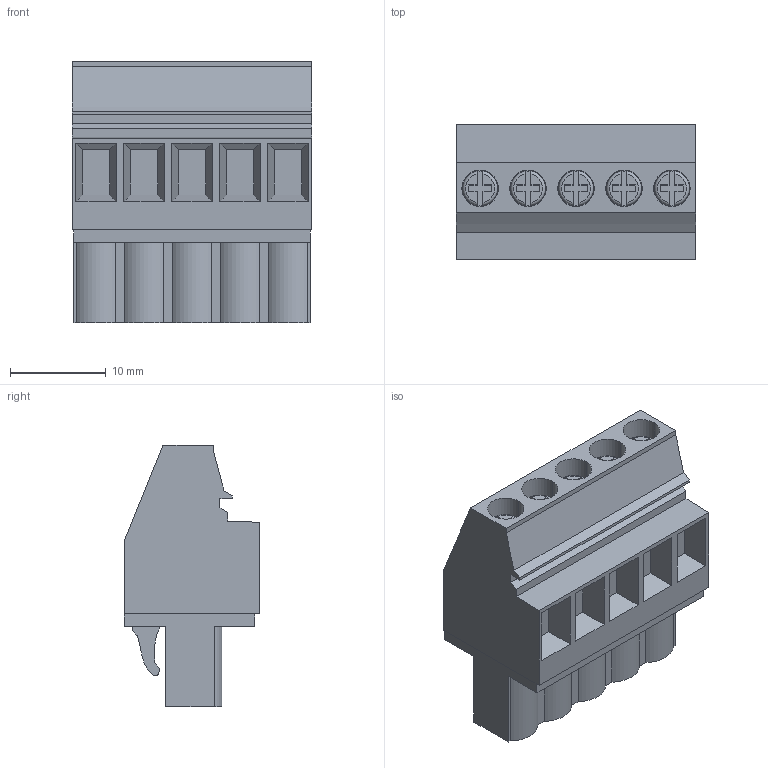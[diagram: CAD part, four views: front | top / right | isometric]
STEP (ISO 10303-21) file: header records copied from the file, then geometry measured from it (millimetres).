
FILE_DESCRIPTION(('CATIA V5 STEP Exchange','CAx-IF Rec.Pracs.--- Model Styling and Organization---1.2---2011-12-15'),'2;1');
FILE_NAME ('D1460468_0_1959070000_1959070000.stp','2018-09-11T05:41:43+00:00',('none'),('Weidmueller'),'CATIA Version 5-6 Release 2014','CATIA V5 STEP AP214','none');
FILE_SCHEMA(('AUTOMOTIVE_DESIGN { 1 0 10303 214 1 1 1 1 }'));
Length unit declared in the file: millimetre
Products named in the file (1): 1959070000
Bounding box: 25 x 14.1 x 27.3 mm (x, y, z)
Volume: 5968 mm3; surface area: 3404.4 mm2
Topology: 6 solids, 6 shells, 251 faces, 696 edges, 474 vertices
Faces by surface type: plane 194, cylinder 37, cone 10, torus 10
Entity records: 7429 total; most frequent: CARTESIAN_POINT 1421, ORIENTED_EDGE 1392, DIRECTION 956, EDGE_CURVE 696, VECTOR 502, LINE 502, VERTEX_POINT 474, AXIS2_PLACEMENT_3D 305
